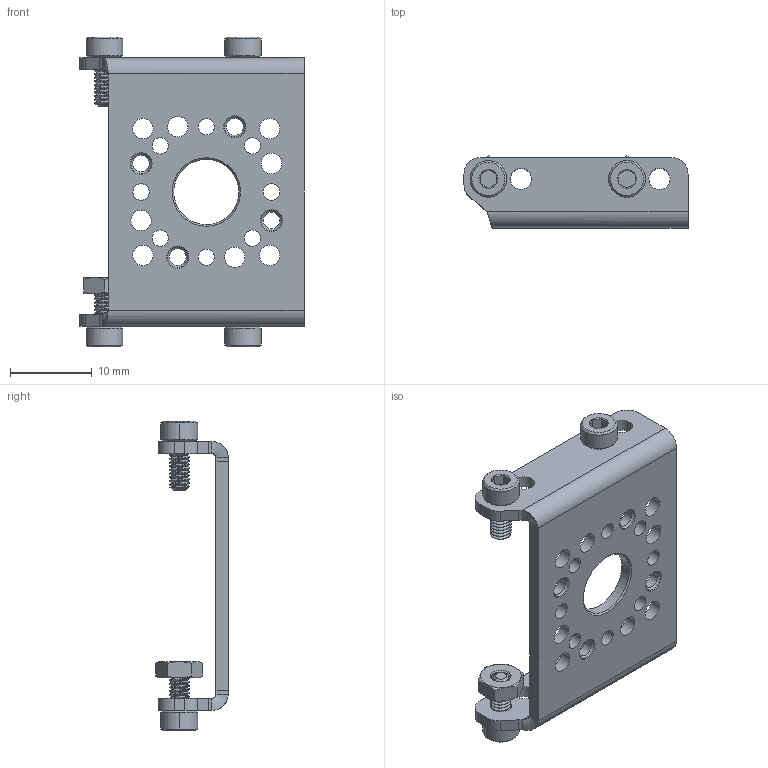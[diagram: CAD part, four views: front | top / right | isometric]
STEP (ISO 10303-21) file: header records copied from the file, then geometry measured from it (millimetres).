
FILE_DESCRIPTION(/* description */ (''),/* implementation_level */ '2;1');
FILE_NAME(/* name */ 'FR07-S101-w-fasteners_v6.step',/* time_stamp */ '2023-01-15T11:57:10-08:00',/* author */ (''),/* organization */ (''),/* preprocessor_version */ 'ST-DEVELOPER v19.2',/* originating_system */ 'Autodesk Translation Framework v11.17.0.187',/* authorisation */ '');
FILE_SCHEMA (('AUTOMOTIVE_DESIGN { 1 0 10303 214 3 1 1 }'));
Length unit declared in the file: millimetre
Products named in the file (10): FR07-S101-w-fasteners; FR07-S101 v2; M2.5 nut; M2.5 nut_1; 91828A113_18-8 Stainless Steel Hex Nut; M2.5 x 6; M2.5 x 6_1; M2.5 x 6_2; M2.5 x 6_3; 91292A010_18-8 Stainless Steel Socket Head Screw
Assembly tree (13 placements, depth 3):
  FR07-S101-w-fasteners
    FR07-S101 v2
    M2.5 nut
      91828A113_18-8 Stainless Steel Hex Nut
    M2.5 nut_1
      91828A113_18-8 Stainless Steel Hex Nut
    M2.5 x 6
      91292A010_18-8 Stainless Steel Socket Head Screw
    M2.5 x 6_1
      91292A010_18-8 Stainless Steel Socket Head Screw
    M2.5 x 6_2
      91292A010_18-8 Stainless Steel Socket Head Screw
    M2.5 x 6_3
      91292A010_18-8 Stainless Steel Socket Head Screw
Bounding box: 27.5 x 8.89 x 38 mm (x, y, z)
Volume: 1754.8 mm3; surface area: 3300.1 mm2
Topology: 7 solids, 11 shells, 490 faces, 1286 edges, 818 vertices
Faces by surface type: cylinder 307, cone 93, plane 76, bspline 14
Full cylindrical faces by diameter (mm): 2 x8, 2.05 x4, 2.5 x12, 2.6 x8, 8 x1
Entity records: 8517 total; most frequent: CARTESIAN_POINT 3615, ORIENTED_EDGE 1044, DIRECTION 916, EDGE_CURVE 526, AXIS2_PLACEMENT_3D 360, VERTEX_POINT 334, EDGE_LOOP 262, FACE_OUTER_BOUND 200
